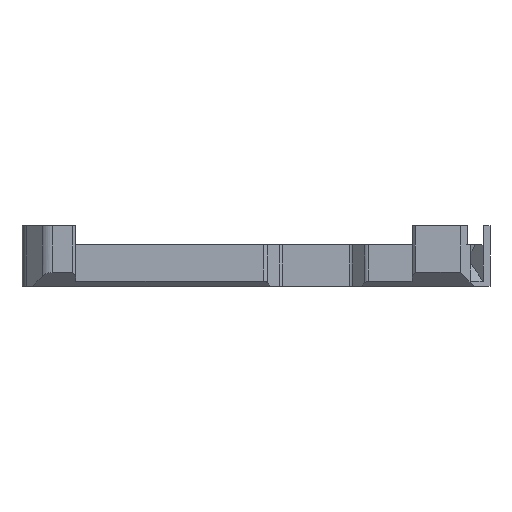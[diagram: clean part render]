
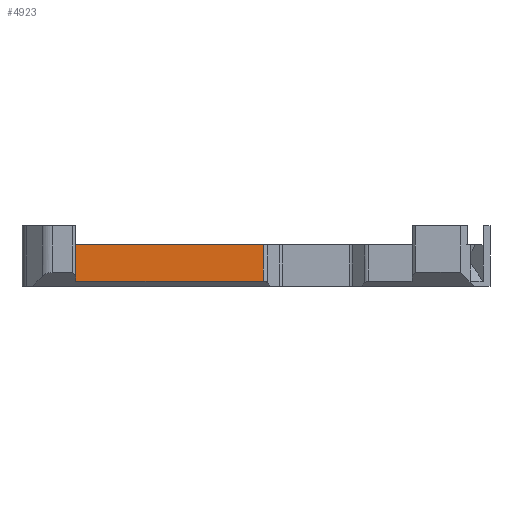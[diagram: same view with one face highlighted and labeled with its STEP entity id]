
A CAD part, left-side view. The second image highlights one B-rep face of the part: STEP entity #4923.
In plain terms, the highlighted planar face has unit normal (-1, 0, 0).
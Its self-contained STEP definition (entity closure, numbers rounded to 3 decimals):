
#1524 = VERTEX_POINT('',#1525);
#1525 = CARTESIAN_POINT('',(-57.5,52.,12.));
#1531 = EDGE_CURVE('',#1524,#1532,#1534,.T.);
#1532 = VERTEX_POINT('',#1533);
#1533 = CARTESIAN_POINT('',(-57.5,-2.15,12.));
#1534 = LINE('',#1535,#1536);
#1535 = CARTESIAN_POINT('',(-57.5,58.8,12.));
#1536 = VECTOR('',#1537,1.);
#1537 = DIRECTION('',(0.,-1.,0.));
#2717 = VERTEX_POINT('',#2718);
#2718 = CARTESIAN_POINT('',(-57.5,-2.15,1.5));
#2725 = EDGE_CURVE('',#2717,#2726,#2728,.T.);
#2726 = VERTEX_POINT('',#2727);
#2727 = CARTESIAN_POINT('',(-57.5,52.,1.5));
#2728 = LINE('',#2729,#2730);
#2729 = CARTESIAN_POINT('',(-57.5,-66.099,1.5));
#2730 = VECTOR('',#2731,1.);
#2731 = DIRECTION('',(0.,1.,0.));
#4923 = ADVANCED_FACE('',(#4924),#4940,.F.);
#4924 = FACE_BOUND('',#4925,.F.);
#4925 = EDGE_LOOP('',(#4926,#4927,#4933,#4934));
#4926 = ORIENTED_EDGE('',*,*,#2725,.T.);
#4927 = ORIENTED_EDGE('',*,*,#4928,.T.);
#4928 = EDGE_CURVE('',#2726,#1524,#4929,.T.);
#4929 = LINE('',#4930,#4931);
#4930 = CARTESIAN_POINT('',(-57.5,52.,0.));
#4931 = VECTOR('',#4932,1.);
#4932 = DIRECTION('',(0.,0.,1.));
#4933 = ORIENTED_EDGE('',*,*,#1531,.T.);
#4934 = ORIENTED_EDGE('',*,*,#4935,.F.);
#4935 = EDGE_CURVE('',#2717,#1532,#4936,.T.);
#4936 = LINE('',#4937,#4938);
#4937 = CARTESIAN_POINT('',(-57.5,-2.15,0.));
#4938 = VECTOR('',#4939,1.);
#4939 = DIRECTION('',(0.,0.,1.));
#4940 = PLANE('',#4941);
#4941 = AXIS2_PLACEMENT_3D('',#4942,#4943,#4944);
#4942 = CARTESIAN_POINT('',(-57.5,58.8,0.));
#4943 = DIRECTION('',(1.,0.,0.));
#4944 = DIRECTION('',(0.,-1.,0.));
